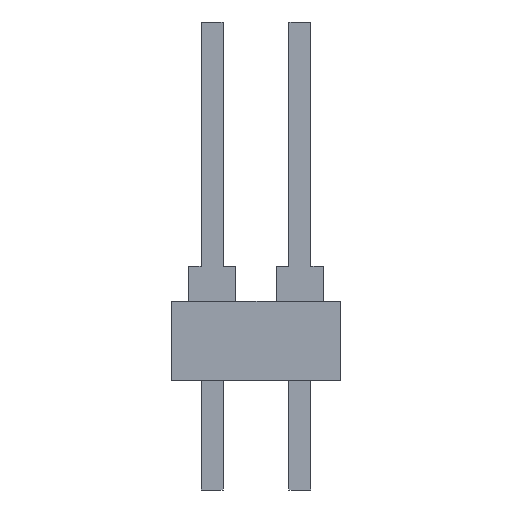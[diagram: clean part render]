
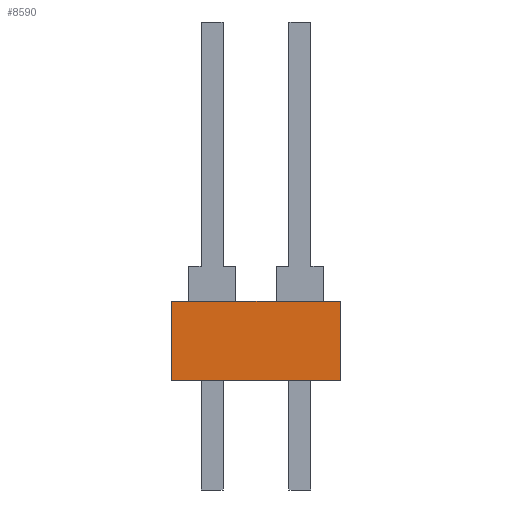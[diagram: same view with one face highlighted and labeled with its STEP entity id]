
A CAD part, left-side view. The second image highlights one B-rep face of the part: STEP entity #8590.
In plain terms, the highlighted planar face has unit normal (-1, 0, 0).
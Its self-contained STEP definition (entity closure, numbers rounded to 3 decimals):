
#72=DIRECTION('',(0.,-1.,0.));
#73=VECTOR('',#72,4.877);
#74=CARTESIAN_POINT('',(-22.657,2.438,0.));
#75=LINE('',#74,#73);
#664=DIRECTION('',(0.,0.,-1.));
#665=VECTOR('',#664,2.286);
#666=CARTESIAN_POINT('',(-22.657,2.438,0.));
#667=LINE('',#666,#665);
#876=DIRECTION('',(0.,0.,-1.));
#877=VECTOR('',#876,2.286);
#878=CARTESIAN_POINT('',(-22.657,-2.438,0.));
#879=LINE('',#878,#877);
#896=DIRECTION('',(0.,-1.,0.));
#897=VECTOR('',#896,4.877);
#898=CARTESIAN_POINT('',(-22.657,2.438,-2.286));
#899=LINE('',#898,#897);
#6168=CARTESIAN_POINT('',(-22.657,2.438,0.));
#6169=CARTESIAN_POINT('',(-22.657,-2.438,0.));
#6170=VERTEX_POINT('',#6168);
#6171=VERTEX_POINT('',#6169);
#6176=CARTESIAN_POINT('',(-22.657,2.438,-2.286));
#6177=CARTESIAN_POINT('',(-22.657,-2.438,-2.286));
#6178=VERTEX_POINT('',#6176);
#6179=VERTEX_POINT('',#6177);
#8576=CARTESIAN_POINT('',(-22.657,2.438,0.));
#8577=DIRECTION('',(-1.,0.,0.));
#8578=DIRECTION('',(0.,-1.,0.));
#8579=AXIS2_PLACEMENT_3D('',#8576,#8577,#8578);
#8580=PLANE('',#8579);
#8581=ORIENTED_EDGE('',*,*,#8205,.T.);
#8583=ORIENTED_EDGE('',*,*,#8582,.T.);
#8585=ORIENTED_EDGE('',*,*,#8584,.F.);
#8587=ORIENTED_EDGE('',*,*,#8586,.F.);
#8588=EDGE_LOOP('',(#8581,#8583,#8585,#8587));
#8589=FACE_OUTER_BOUND('',#8588,.F.);
#8590=ADVANCED_FACE('',(#8589),#8580,.T.);
#8205=EDGE_CURVE('',#6170,#6171,#75,.T.);
#8582=EDGE_CURVE('',#6171,#6179,#879,.T.);
#8584=EDGE_CURVE('',#6178,#6179,#899,.T.);
#8586=EDGE_CURVE('',#6170,#6178,#667,.T.);
